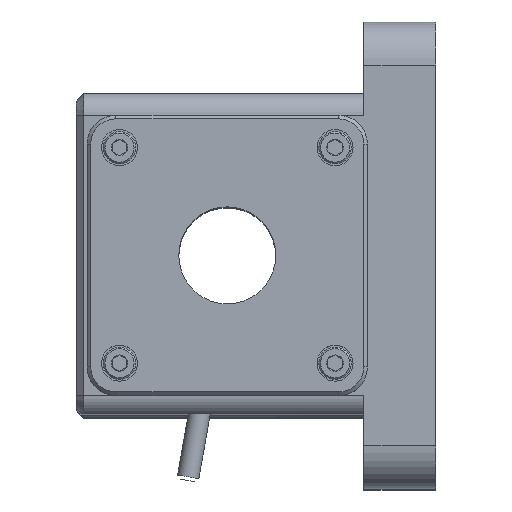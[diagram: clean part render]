
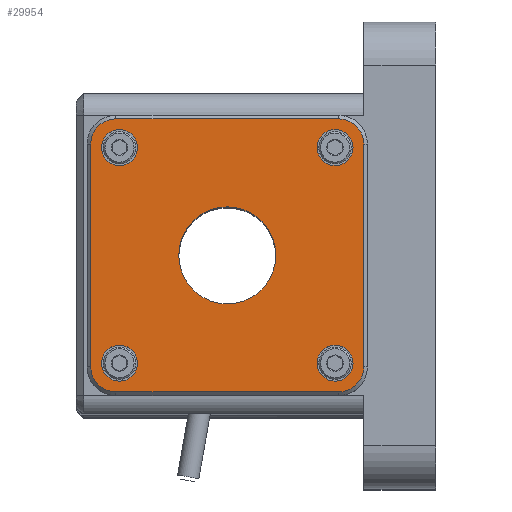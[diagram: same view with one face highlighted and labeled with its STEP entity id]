
A CAD part, top view. The second image highlights one B-rep face of the part: STEP entity #29954.
In plain terms, the highlighted planar face has unit normal (0, 0, 1).
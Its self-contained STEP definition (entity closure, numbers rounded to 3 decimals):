
#2926=FACE_BOUND('',#10002,.T.);
#2927=FACE_BOUND('',#10003,.T.);
#2928=FACE_BOUND('',#10004,.T.);
#2929=FACE_BOUND('',#10005,.T.);
#2930=FACE_BOUND('',#10006,.T.);
#3104=LINE('',#39246,#5639);
#3108=LINE('',#39255,#5643);
#3111=LINE('',#39263,#5646);
#3113=LINE('',#39271,#5648);
#5639=VECTOR('',#33579,10.);
#5643=VECTOR('',#33589,10.);
#5646=VECTOR('',#33598,10.);
#5648=VECTOR('',#33608,10.);
#8170=FACE_OUTER_BOUND('',#10001,.T.);
#10001=EDGE_LOOP('',(#20079,#20080,#20081,#20082,#20083,#20084,#20085,#20086));
#10002=EDGE_LOOP('',(#20087));
#10003=EDGE_LOOP('',(#20088));
#10004=EDGE_LOOP('',(#20089));
#10005=EDGE_LOOP('',(#20090));
#10006=EDGE_LOOP('',(#20091));
#11973=CIRCLE('',#31949,3.5);
#11975=CIRCLE('',#31953,3.5);
#11976=CIRCLE('',#31956,3.5);
#11977=CIRCLE('',#31959,3.5);
#11979=CIRCLE('',#31965,6.753);
#11980=CIRCLE('',#31966,2.5);
#11981=CIRCLE('',#31967,2.5);
#11982=CIRCLE('',#31968,2.5);
#11983=CIRCLE('',#31969,2.5);
#12405=VERTEX_POINT('',#39236);
#12406=VERTEX_POINT('',#39238);
#12408=VERTEX_POINT('',#39244);
#12409=VERTEX_POINT('',#39249);
#12410=VERTEX_POINT('',#39253);
#12411=VERTEX_POINT('',#39257);
#12412=VERTEX_POINT('',#39261);
#12414=VERTEX_POINT('',#39266);
#12415=VERTEX_POINT('',#39278);
#12416=VERTEX_POINT('',#39280);
#12417=VERTEX_POINT('',#39282);
#12418=VERTEX_POINT('',#39284);
#12419=VERTEX_POINT('',#39286);
#15456=EDGE_CURVE('',#12405,#12406,#11973,.T.);
#15460=EDGE_CURVE('',#12408,#12405,#3104,.T.);
#15463=EDGE_CURVE('',#12409,#12408,#11975,.T.);
#15465=EDGE_CURVE('',#12410,#12409,#3108,.T.);
#15467=EDGE_CURVE('',#12411,#12410,#11976,.T.);
#15469=EDGE_CURVE('',#12412,#12411,#3111,.T.);
#15471=EDGE_CURVE('',#12414,#12412,#11977,.T.);
#15473=EDGE_CURVE('',#12406,#12414,#3113,.T.);
#15477=EDGE_CURVE('',#12415,#12415,#11979,.F.);
#15478=EDGE_CURVE('',#12416,#12416,#11980,.T.);
#15479=EDGE_CURVE('',#12417,#12417,#11981,.T.);
#15480=EDGE_CURVE('',#12418,#12418,#11982,.T.);
#15481=EDGE_CURVE('',#12419,#12419,#11983,.T.);
#20079=ORIENTED_EDGE('',*,*,#15456,.F.);
#20080=ORIENTED_EDGE('',*,*,#15460,.F.);
#20081=ORIENTED_EDGE('',*,*,#15463,.F.);
#20082=ORIENTED_EDGE('',*,*,#15465,.F.);
#20083=ORIENTED_EDGE('',*,*,#15467,.F.);
#20084=ORIENTED_EDGE('',*,*,#15469,.F.);
#20085=ORIENTED_EDGE('',*,*,#15471,.F.);
#20086=ORIENTED_EDGE('',*,*,#15473,.F.);
#20087=ORIENTED_EDGE('',*,*,#15477,.T.);
#20088=ORIENTED_EDGE('',*,*,#15478,.T.);
#20089=ORIENTED_EDGE('',*,*,#15479,.T.);
#20090=ORIENTED_EDGE('',*,*,#15480,.T.);
#20091=ORIENTED_EDGE('',*,*,#15481,.T.);
#29136=PLANE('',#31964);
#29954=ADVANCED_FACE('',(#8170,#2926,#2927,#2928,#2929,#2930),#29136,.T.);
#31949=AXIS2_PLACEMENT_3D('',#39239,#33571,#33572);
#31953=AXIS2_PLACEMENT_3D('',#39251,#33584,#33585);
#31956=AXIS2_PLACEMENT_3D('',#39259,#33593,#33594);
#31959=AXIS2_PLACEMENT_3D('',#39268,#33602,#33603);
#31964=AXIS2_PLACEMENT_3D('',#39277,#33616,#33617);
#31965=AXIS2_PLACEMENT_3D('',#39279,#33618,#33619);
#31966=AXIS2_PLACEMENT_3D('',#39281,#33620,#33621);
#31967=AXIS2_PLACEMENT_3D('',#39283,#33622,#33623);
#31968=AXIS2_PLACEMENT_3D('',#39285,#33624,#33625);
#31969=AXIS2_PLACEMENT_3D('',#39287,#33626,#33627);
#33571=DIRECTION('center_axis',(0.,0.,-1.));
#33572=DIRECTION('ref_axis',(0.,-1.,0.));
#33579=DIRECTION('',(0.,-1.,0.));
#33584=DIRECTION('center_axis',(0.,0.,-1.));
#33585=DIRECTION('ref_axis',(1.,0.,0.));
#33589=DIRECTION('',(1.,0.,0.));
#33593=DIRECTION('center_axis',(0.,0.,-1.));
#33594=DIRECTION('ref_axis',(0.,1.,0.));
#33598=DIRECTION('',(0.,1.,0.));
#33602=DIRECTION('center_axis',(0.,0.,-1.));
#33603=DIRECTION('ref_axis',(-1.,0.,0.));
#33608=DIRECTION('',(-1.,0.,0.));
#33616=DIRECTION('center_axis',(0.,0.,1.));
#33617=DIRECTION('ref_axis',(1.,0.,0.));
#33618=DIRECTION('center_axis',(0.,0.,1.));
#33619=DIRECTION('ref_axis',(1.,0.,0.));
#33620=DIRECTION('center_axis',(0.,0.,-1.));
#33621=DIRECTION('ref_axis',(1.,0.,0.));
#33622=DIRECTION('center_axis',(0.,0.,-1.));
#33623=DIRECTION('ref_axis',(1.,0.,0.));
#33624=DIRECTION('center_axis',(0.,0.,-1.));
#33625=DIRECTION('ref_axis',(1.,0.,0.));
#33626=DIRECTION('center_axis',(0.,0.,-1.));
#33627=DIRECTION('ref_axis',(1.,0.,0.));
#39236=CARTESIAN_POINT('',(0.,-15.5,-26.92));
#39238=CARTESIAN_POINT('',(-3.5,-19.,-26.92));
#39239=CARTESIAN_POINT('Origin',(-3.5,-15.5,-26.92));
#39244=CARTESIAN_POINT('',(0.,15.5,-26.92));
#39246=CARTESIAN_POINT('',(0.,-7.75,-26.92));
#39249=CARTESIAN_POINT('',(-3.5,19.,-26.92));
#39251=CARTESIAN_POINT('Origin',(-3.5,15.5,-26.92));
#39253=CARTESIAN_POINT('',(-34.5,19.,-26.92));
#39255=CARTESIAN_POINT('',(-11.25,19.,-26.92));
#39257=CARTESIAN_POINT('',(-38.,15.5,-26.92));
#39259=CARTESIAN_POINT('Origin',(-34.5,15.5,-26.92));
#39261=CARTESIAN_POINT('',(-38.,-15.5,-26.92));
#39263=CARTESIAN_POINT('',(-38.,7.75,-26.92));
#39266=CARTESIAN_POINT('',(-34.5,-19.,-26.92));
#39268=CARTESIAN_POINT('Origin',(-34.5,-15.5,-26.92));
#39271=CARTESIAN_POINT('',(-26.75,-19.,-26.92));
#39277=CARTESIAN_POINT('Origin',(-19.,0.,-26.92));
#39278=CARTESIAN_POINT('',(-25.753,0.,-26.92));
#39279=CARTESIAN_POINT('Origin',(-19.,0.,-26.92));
#39280=CARTESIAN_POINT('',(-6.5,15.,-26.92));
#39281=CARTESIAN_POINT('Origin',(-4.,15.,-26.92));
#39282=CARTESIAN_POINT('',(-36.5,15.,-26.92));
#39283=CARTESIAN_POINT('Origin',(-34.,15.,-26.92));
#39284=CARTESIAN_POINT('',(-36.5,-15.,-26.92));
#39285=CARTESIAN_POINT('Origin',(-34.,-15.,-26.92));
#39286=CARTESIAN_POINT('',(-6.5,-15.,-26.92));
#39287=CARTESIAN_POINT('Origin',(-4.,-15.,-26.92));
